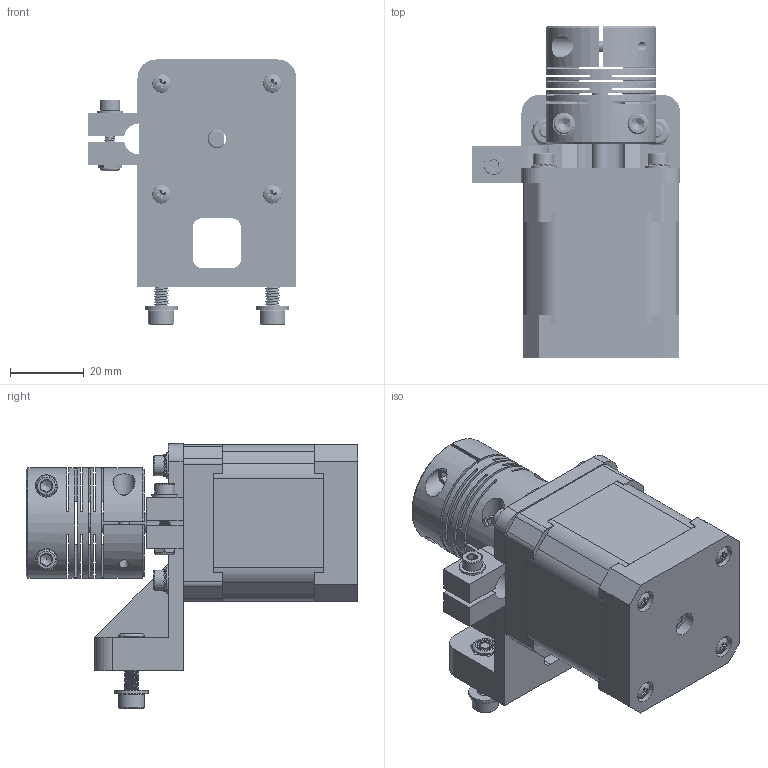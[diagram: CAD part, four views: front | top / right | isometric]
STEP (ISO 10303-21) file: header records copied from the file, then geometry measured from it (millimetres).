
FILE_DESCRIPTION(/* description */ (''),/* implementation_level */ '2;1');
FILE_NAME(/* name */ 'Right hand stepper assembly.step',/* time_stamp */ '2018-03-31T21:26:19+02:00',/* author */ ('boelle'),/* organization */ (''),/* preprocessor_version */ 'ST-DEVELOPER v16.13',/* originating_system */ 'Autodesk Translation Framework v6.5.0.72',/* authorisation */ '');
FILE_SCHEMA (('AUTOMOTIVE_DESIGN { 1 0 10303 214 3 1 1 }'));
Products named in the file (36): Right hand stepper assembly v2; NEMA 17 Stepper Motor Assembly; NEMA 17 Stepper Motor Middle; NEMA 17 Stepper Motor Top; NEMA 17 Stepper Motor Bottom; NEMA 17 Stepper Motor Shaft; pan cross head_am_B18.6.7M - M2.5 x 0; Type 1; _Type1-8.5x12; _Type11; M3 Washer; M3 Washer_1; M3 Washer_2; M3 Washer_3; m3 star washer; M3x10; M3x10_1; M3x10_2; M3x10_3; 91290A115; M4 Lock Nut; M4 Lock Nut_1; 94645A101; M4x16; M4 Washer; M4 Washer_1; 98269A430; M4x16_1; 91290A154; M3 Washer_4; 98269A420; M3 Lock Nut; 90576A102; M3x16; 91290A120; z-motor-bracket_rhs - remodel
Assembly tree (54 placements, depth 3):
  Right hand stepper assembly v2
    NEMA 17 Stepper Motor Assembly
      NEMA 17 Stepper Motor Middle
      NEMA 17 Stepper Motor Top
      NEMA 17 Stepper Motor Bottom
      NEMA 17 Stepper Motor Shaft
      pan cross head_am_B18.6.7M - M2.5 x 0  x4
    Type 1
      _Type1-8.5x12
      _Type11  x4
    M3 Washer
      98269A420
    M3 Washer_1
      98269A420
    M3 Washer_2
      98269A420
    M3 Washer_3
      98269A420
    m3 star washer  x4
    M3x10
      91290A115
    M3x10_1
      91290A115
    M3x10_2
      91290A115
    M3x10_3
      91290A115
    M4 Lock Nut
      94645A101
    M4 Lock Nut_1
      94645A101
    M4x16
      91290A154
    M4 Washer
      98269A430
    M4 Washer_1
      98269A430
    M4x16_1
      91290A154
    M3 Washer_4
      98269A420
    M3 Lock Nut
      90576A102
    M3x16
      91290A120
    z-motor-bracket_rhs - remodel
Bounding box: 56.49 x 89.8 x 71.73 mm (x, y, z)
Volume: 114927.3 mm3; surface area: 50383.4 mm2
Topology: 38 solids, 38 shells, 1554 faces, 4148 edges, 2720 vertices
Faces by surface type: plane 565, cylinder 556, bspline 206, cone 204, torus 19, sphere 4
Full cylindrical faces by diameter (mm): 1.65 x2, 2.35 x102, 2.459 x4, 2.5 x8, 2.538 x1, 2.594 x6, 2.9 x4, 3 x116, 3.091 x42, 3.2 x9, 3.352 x1, 3.359 x2, 3.441 x10, 3.5 x4, 3.9 x4, 4 x54, 4.3 x2, 4.346 x2, 5 x7, 5.5 x5, 5.6 x4, 6 x8, 6.5 x2, 7 x7, 9 x2, 13.2 x1, 22 x1, 22.6 x1, 30 x1, 33 x1
Entity records: 44217 total; most frequent: CARTESIAN_POINT 22346, ORIENTED_EDGE 4612, DIRECTION 4082, EDGE_CURVE 2306, VERTEX_POINT 1536, AXIS2_PLACEMENT_3D 1469, LINE 1144, VECTOR 1144
